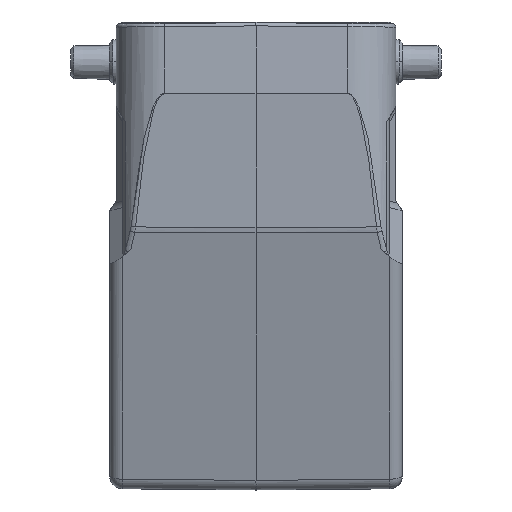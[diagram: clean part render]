
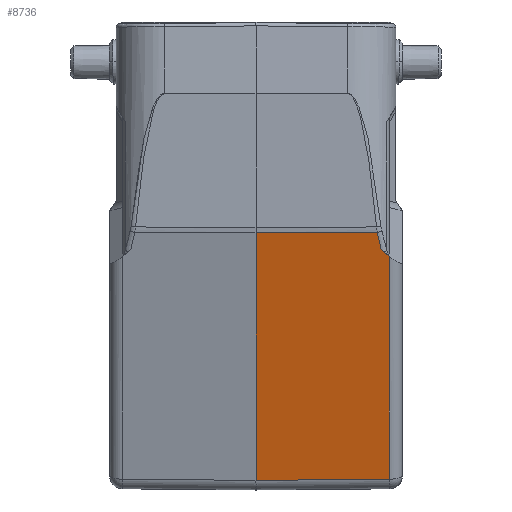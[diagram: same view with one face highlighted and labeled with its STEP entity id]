
A CAD part, left-side view. The second image highlights one B-rep face of the part: STEP entity #8736.
In plain terms, the highlighted planar face has unit normal (-0.966, -0.009, -0.259).
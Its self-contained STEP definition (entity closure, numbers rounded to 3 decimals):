
#46=DIRECTION('',(-0.259,0.,0.966));
#47=VECTOR('',#46,35.464);
#48=CARTESIAN_POINT('',(-24.205,-20.517,-70.339));
#49=LINE('',#48,#47);
#92=CARTESIAN_POINT('',(-33.383,-20.517,-36.083));
#94=CARTESIAN_POINT('',(-34.389,-18.655,-32.394));
#95=CARTESIAN_POINT('',(-34.15,-18.889,-33.278));
#96=CARTESIAN_POINT('',(-33.909,-19.09,-34.171));
#97=CARTESIAN_POINT('',(-33.666,-19.266,-35.069));
#99=DIRECTION('',(0.173,-0.765,-0.62));
#100=VECTOR('',#99,1.636);
#101=CARTESIAN_POINT('',(-33.666,-19.266,
-35.069));
#102=LINE('',#101,#100);
#103=DIRECTION('',(-0.007,1.,-0.009));
#104=VECTOR('',#103,20.519);
#105=CARTESIAN_POINT('',(-24.205,-20.517,
-70.339));
#106=LINE('',#105,#104);
#252=DIRECTION('',(-0.009,1.,-0.002));
#253=VECTOR('',#252,18.656);
#254=CARTESIAN_POINT('',(-34.389,-18.655,
-32.394));
#255=LINE('',#254,#253);
#408=DIRECTION('',(0.259,0.,-0.966));
#409=VECTOR('',#408,39.439);
#410=CARTESIAN_POINT('',(-34.55,0.,
-32.423));
#411=LINE('',#410,#409);
#7224=VERTEX_POINT('',#92);
#7225=CARTESIAN_POINT('',(-24.205,-20.517,
-70.339));
#7226=VERTEX_POINT('',#7225);
#7227=CARTESIAN_POINT('',(-33.666,-19.266,
-35.069));
#7228=VERTEX_POINT('',#7227);
#7234=VERTEX_POINT('',#94);
#7235=CARTESIAN_POINT('',(-24.342,0.,
-70.518));
#7236=VERTEX_POINT('',#7235);
#7237=CARTESIAN_POINT('',(-34.55,0.,
-32.423));
#7238=VERTEX_POINT('',#7237);
#8719=CARTESIAN_POINT('',(-23.945,0.,-72.));
#8720=DIRECTION('',(-0.966,-0.009,-0.259));
#8721=DIRECTION('',(-0.259,0.,0.966));
#8722=AXIS2_PLACEMENT_3D('',#8719,#8720,#8721);
#8723=PLANE('',#8722);
#8725=ORIENTED_EDGE('',*,*,#8724,.T.);
#8726=ORIENTED_EDGE('',*,*,#8702,.T.);
#8727=ORIENTED_EDGE('',*,*,#8692,.F.);
#8729=ORIENTED_EDGE('',*,*,#8728,.T.);
#8731=ORIENTED_EDGE('',*,*,#8730,.F.);
#8733=ORIENTED_EDGE('',*,*,#8732,.F.);
#8734=EDGE_LOOP('',(#8725,#8726,#8727,#8729,#8731,#8733));
#8735=FACE_OUTER_BOUND('',#8734,.F.);
#8736=ADVANCED_FACE('',(#8735),#8723,.T.);
#98=B_SPLINE_CURVE_WITH_KNOTS('',3,(#94,#95,#96,#97),.UNSPECIFIED.,.F.,.F.,(4,
4),(0.,1.),.UNSPECIFIED.);
#8692=EDGE_CURVE('',#7226,#7224,#49,.T.);
#8702=EDGE_CURVE('',#7228,#7224,#102,.T.);
#8724=EDGE_CURVE('',#7234,#7228,#98,.T.);
#8728=EDGE_CURVE('',#7226,#7236,#106,.T.);
#8730=EDGE_CURVE('',#7238,#7236,#411,.T.);
#8732=EDGE_CURVE('',#7234,#7238,#255,.T.);
